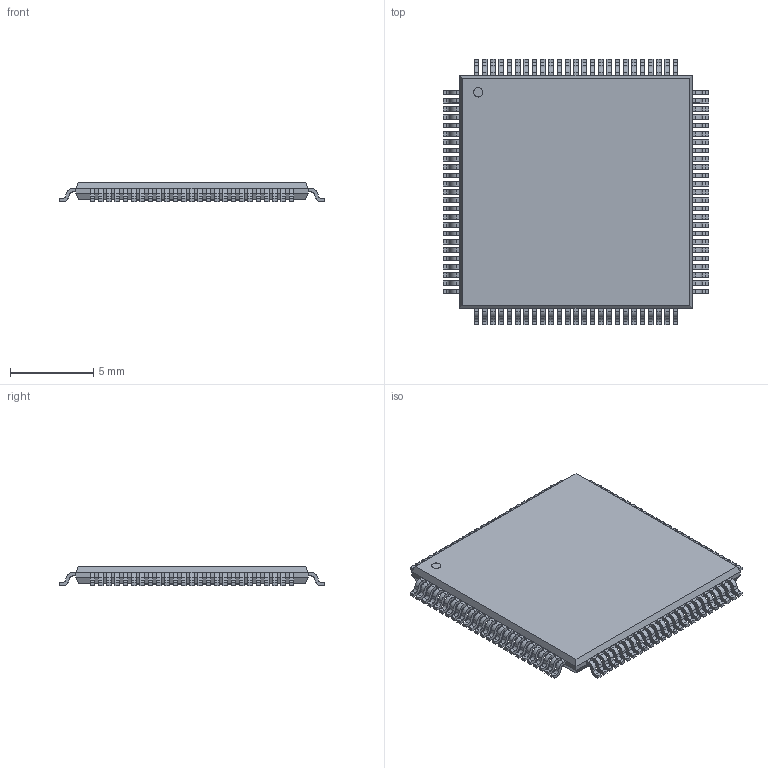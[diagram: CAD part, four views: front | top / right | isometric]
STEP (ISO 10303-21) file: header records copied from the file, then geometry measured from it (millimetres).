
FILE_DESCRIPTION(('STEP AP214'),'1');
FILE_NAME('TQFP_14X14_100L_STM','2025-12-02T03:50:35',(''),(''),'','','');
FILE_SCHEMA(('AUTOMOTIVE_DESIGN'));
Length unit declared in the file: millimetre
Products named in the file (1): product
Bounding box: 16 x 16 x 1.2 mm (x, y, z)
Volume: 210.4 mm3; surface area: 667.7 mm2
Topology: 103 solids, 103 shells, 1423 faces, 3643 edges, 2426 vertices
Faces by surface type: plane 1022, cylinder 401
Full cylindrical faces by diameter (mm): 0.56 x1
Entity records: 41101 total; most frequent: DIRECTION 7294, ORIENTED_EDGE 7284, CARTESIAN_POINT 4253, EDGE_CURVE 3642, LINE 2840, VECTOR 2840, VERTEX_POINT 2426, AXIS2_PLACEMENT_3D 2227
